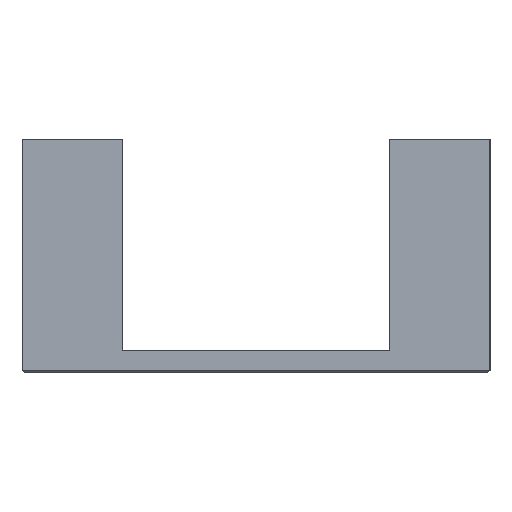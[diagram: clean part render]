
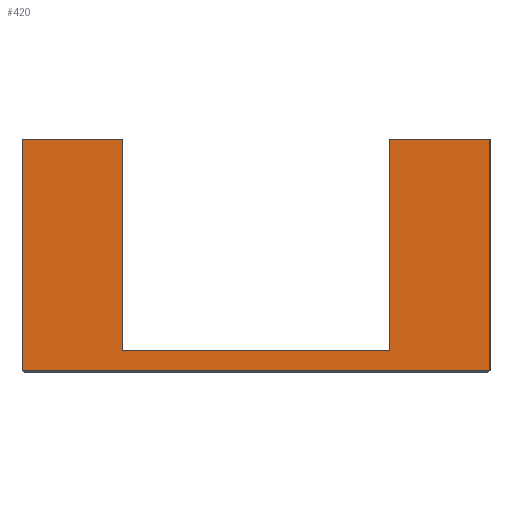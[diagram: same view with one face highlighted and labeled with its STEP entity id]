
A CAD part, left-side view. The second image highlights one B-rep face of the part: STEP entity #420.
In plain terms, the highlighted planar face has unit normal (-1, 0, 0).
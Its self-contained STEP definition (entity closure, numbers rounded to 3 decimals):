
#3 = EDGE_CURVE ( 'NONE', #2138, #2185, #1224, .T. ) ;
#21 = VECTOR ( 'NONE', #404, 1000. ) ;
#25 = CARTESIAN_POINT ( 'NONE',  ( -45., 21., 0.2 ) ) ;
#40 = LINE ( 'NONE', #914, #622 ) ;
#104 = LINE ( 'NONE', #1141, #558 ) ;
#157 = VERTEX_POINT ( 'NONE', #2172 ) ;
#174 = AXIS2_PLACEMENT_3D ( 'NONE', #1373, #1582, #2095 ) ;
#217 = CARTESIAN_POINT ( 'NONE',  ( -45., 12., 2. ) ) ;
#323 = VECTOR ( 'NONE', #903, 1000. ) ;
#381 = EDGE_CURVE ( 'NONE', #607, #2185, #1162, .T. ) ;
#404 = DIRECTION ( 'NONE',  ( 0., -1., 0. ) ) ;
#420 = ADVANCED_FACE ( 'NONE', ( #1054 ), #696, .F. ) ;
#459 = CARTESIAN_POINT ( 'NONE',  ( -45., -21., 0.2 ) ) ;
#534 = ORIENTED_EDGE ( 'NONE', *, *, #1735, .F. ) ;
#558 = VECTOR ( 'NONE', #2232, 1000. ) ;
#607 = VERTEX_POINT ( 'NONE', #217 ) ;
#617 = DIRECTION ( 'NONE',  ( 0., 0., 1. ) ) ;
#622 = VECTOR ( 'NONE', #771, 1000. ) ;
#684 = CARTESIAN_POINT ( 'NONE',  ( -45., -12., 2. ) ) ;
#696 = PLANE ( 'NONE',  #174 ) ;
#771 = DIRECTION ( 'NONE',  ( 0., 1., 0. ) ) ;
#785 = CARTESIAN_POINT ( 'NONE',  ( -45., 21., 0.2 ) ) ;
#797 = CARTESIAN_POINT ( 'NONE',  ( -45., 12., -99.318 ) ) ;
#843 = ORIENTED_EDGE ( 'NONE', *, *, #381, .T. ) ;
#878 = DIRECTION ( 'NONE',  ( 0., -1., 0. ) ) ;
#903 = DIRECTION ( 'NONE',  ( 0., -1., 0. ) ) ;
#914 = CARTESIAN_POINT ( 'NONE',  ( -45., -12., 2. ) ) ;
#947 = LINE ( 'NONE', #25, #21 ) ;
#949 = DIRECTION ( 'NONE',  ( 0., 0., -1. ) ) ;
#1054 = FACE_OUTER_BOUND ( 'NONE', #2084, .T. ) ;
#1104 = EDGE_CURVE ( 'NONE', #1705, #2082, #104, .T. ) ;
#1113 = DIRECTION ( 'NONE',  ( 0., 0., -1. ) ) ;
#1116 = CARTESIAN_POINT ( 'NONE',  ( -45., 21., 21. ) ) ;
#1141 = CARTESIAN_POINT ( 'NONE',  ( -45., -12., -99.318 ) ) ;
#1162 = LINE ( 'NONE', #797, #1445 ) ;
#1180 = ORIENTED_EDGE ( 'NONE', *, *, #3, .F. ) ;
#1191 = ORIENTED_EDGE ( 'NONE', *, *, #1104, .F. ) ;
#1212 = VECTOR ( 'NONE', #949, 1000. ) ;
#1216 = ORIENTED_EDGE ( 'NONE', *, *, #1731, .F. ) ;
#1224 = LINE ( 'NONE', #1944, #1706 ) ;
#1258 = LINE ( 'NONE', #1116, #323 ) ;
#1272 = CARTESIAN_POINT ( 'NONE',  ( -45., -21., 21. ) ) ;
#1279 = CARTESIAN_POINT ( 'NONE',  ( -45., 21., 21. ) ) ;
#1283 = ORIENTED_EDGE ( 'NONE', *, *, #2157, .T. ) ;
#1332 = VECTOR ( 'NONE', #1113, 1000. ) ;
#1373 = CARTESIAN_POINT ( 'NONE',  ( -45., 21., 21. ) ) ;
#1403 = ORIENTED_EDGE ( 'NONE', *, *, #1840, .T. ) ;
#1440 = LINE ( 'NONE', #1279, #1332 ) ;
#1445 = VECTOR ( 'NONE', #617, 1000. ) ;
#1582 = DIRECTION ( 'NONE',  ( 1., 0., 0. ) ) ;
#1650 = CARTESIAN_POINT ( 'NONE',  ( -45., 12., 21. ) ) ;
#1705 = VERTEX_POINT ( 'NONE', #684 ) ;
#1706 = VECTOR ( 'NONE', #878, 1000. ) ;
#1731 = EDGE_CURVE ( 'NONE', #2082, #157, #1258, .T. ) ;
#1735 = EDGE_CURVE ( 'NONE', #157, #1923, #1998, .T. ) ;
#1769 = CARTESIAN_POINT ( 'NONE',  ( -45., 21., 21. ) ) ;
#1840 = EDGE_CURVE ( 'NONE', #1705, #607, #40, .T. ) ;
#1907 = VERTEX_POINT ( 'NONE', #785 ) ;
#1923 = VERTEX_POINT ( 'NONE', #459 ) ;
#1944 = CARTESIAN_POINT ( 'NONE',  ( -45., 21., 21. ) ) ;
#1998 = LINE ( 'NONE', #1272, #1212 ) ;
#2082 = VERTEX_POINT ( 'NONE', #2268 ) ;
#2084 = EDGE_LOOP ( 'NONE', ( #1283, #2205, #534, #1216, #1191, #1403, #843, #1180 ) ) ;
#2095 = DIRECTION ( 'NONE',  ( 0., 0., -1. ) ) ;
#2138 = VERTEX_POINT ( 'NONE', #1769 ) ;
#2153 = EDGE_CURVE ( 'NONE', #1907, #1923, #947, .T. ) ;
#2157 = EDGE_CURVE ( 'NONE', #2138, #1907, #1440, .T. ) ;
#2172 = CARTESIAN_POINT ( 'NONE',  ( -45., -21., 21. ) ) ;
#2185 = VERTEX_POINT ( 'NONE', #1650 ) ;
#2205 = ORIENTED_EDGE ( 'NONE', *, *, #2153, .T. ) ;
#2232 = DIRECTION ( 'NONE',  ( 0., 0., 1. ) ) ;
#2268 = CARTESIAN_POINT ( 'NONE',  ( -45., -12., 21. ) ) ;
